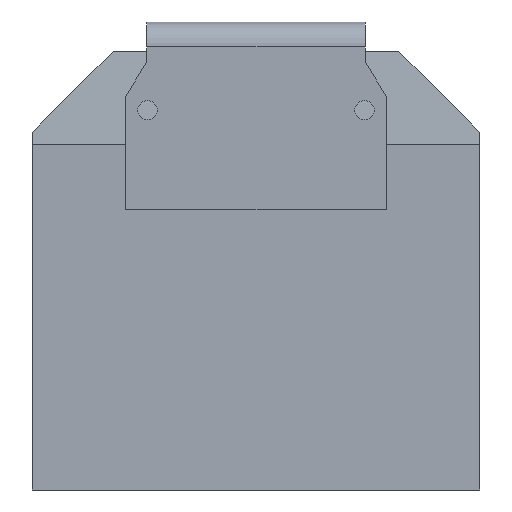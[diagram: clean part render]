
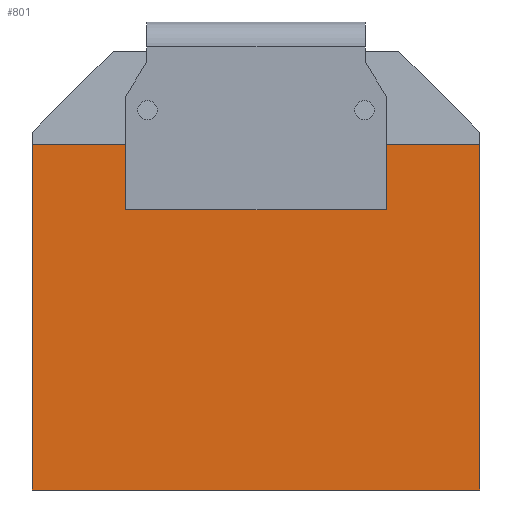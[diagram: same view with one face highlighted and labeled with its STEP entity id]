
A CAD part, front view. The second image highlights one B-rep face of the part: STEP entity #801.
In plain terms, the highlighted planar face has unit normal (0, -1, 0).
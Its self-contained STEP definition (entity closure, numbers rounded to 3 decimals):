
#7 = ORIENTED_EDGE ( 'NONE', *, *, #1601, .T. ) ;
#56 = CARTESIAN_POINT ( 'NONE',  ( 0., -0.56, 14.26 ) ) ;
#131 = LINE ( 'NONE', #1375, #873 ) ;
#158 = ORIENTED_EDGE ( 'NONE', *, *, #818, .F. ) ;
#236 = VECTOR ( 'NONE', #722, 1000. ) ;
#262 = EDGE_CURVE ( 'NONE', #727, #986, #131, .T. ) ;
#285 = DIRECTION ( 'NONE',  ( 0., 0., 1. ) ) ;
#291 = ORIENTED_EDGE ( 'NONE', *, *, #529, .T. ) ;
#421 = CARTESIAN_POINT ( 'NONE',  ( 0., -0.56, 0. ) ) ;
#529 = EDGE_CURVE ( 'NONE', #848, #727, #1678, .T. ) ;
#591 = DIRECTION ( 'NONE',  ( 1., 0., 0. ) ) ;
#631 = CARTESIAN_POINT ( 'NONE',  ( 9.23, -0.56, 0. ) ) ;
#684 = AXIS2_PLACEMENT_3D ( 'NONE', #421, #1013, #285 ) ;
#722 = DIRECTION ( 'NONE',  ( 0., 0., 1. ) ) ;
#725 = FACE_OUTER_BOUND ( 'NONE', #1434, .T. ) ;
#727 = VERTEX_POINT ( 'NONE', #631 ) ;
#772 = DIRECTION ( 'NONE',  ( -1., 0., 0. ) ) ;
#801 = ADVANCED_FACE ( 'NONE', ( #725 ), #1860, .F. ) ;
#818 = EDGE_CURVE ( 'NONE', #848, #1781, #1212, .T. ) ;
#848 = VERTEX_POINT ( 'NONE', #1339 ) ;
#859 = CARTESIAN_POINT ( 'NONE',  ( -9.23, -0.56, 0. ) ) ;
#873 = VECTOR ( 'NONE', #1085, 1000. ) ;
#986 = VERTEX_POINT ( 'NONE', #1371 ) ;
#1013 = DIRECTION ( 'NONE',  ( 0., 1., 0. ) ) ;
#1085 = DIRECTION ( 'NONE',  ( 0., 0., 1. ) ) ;
#1176 = ORIENTED_EDGE ( 'NONE', *, *, #262, .T. ) ;
#1212 = LINE ( 'NONE', #859, #236 ) ;
#1339 = CARTESIAN_POINT ( 'NONE',  ( -9.23, -0.56, 0. ) ) ;
#1371 = CARTESIAN_POINT ( 'NONE',  ( 9.23, -0.56, 14.26 ) ) ;
#1375 = CARTESIAN_POINT ( 'NONE',  ( 9.23, -0.56, 0. ) ) ;
#1434 = EDGE_LOOP ( 'NONE', ( #7, #158, #291, #1176 ) ) ;
#1557 = LINE ( 'NONE', #56, #1804 ) ;
#1601 = EDGE_CURVE ( 'NONE', #986, #1781, #1557, .T. ) ;
#1678 = LINE ( 'NONE', #1752, #1812 ) ;
#1685 = CARTESIAN_POINT ( 'NONE',  ( -9.23, -0.56, 14.26 ) ) ;
#1752 = CARTESIAN_POINT ( 'NONE',  ( 0., -0.56, 0. ) ) ;
#1781 = VERTEX_POINT ( 'NONE', #1685 ) ;
#1804 = VECTOR ( 'NONE', #772, 1000. ) ;
#1812 = VECTOR ( 'NONE', #591, 1000. ) ;
#1860 = PLANE ( 'NONE',  #684 ) ;
